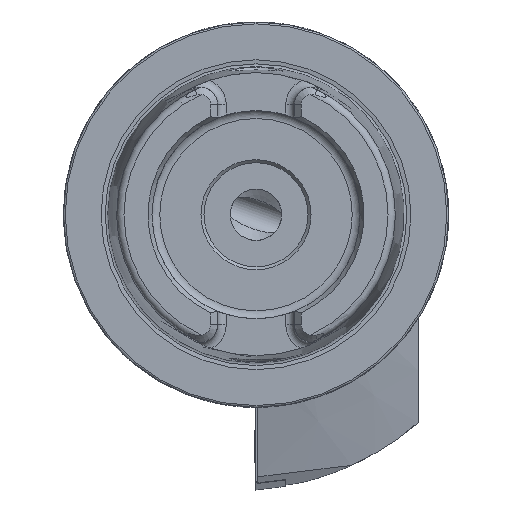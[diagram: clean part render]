
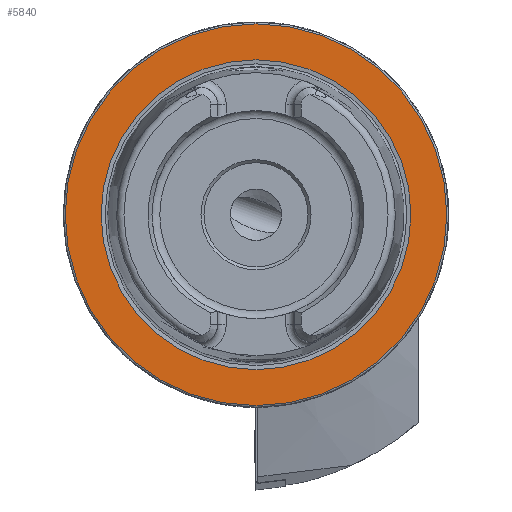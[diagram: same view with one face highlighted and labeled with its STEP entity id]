
A CAD part, left-side view. The second image highlights one B-rep face of the part: STEP entity #5840.
In plain terms, the highlighted planar face has unit normal (-1, 0, 0).
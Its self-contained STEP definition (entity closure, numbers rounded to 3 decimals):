
#569 = EDGE_CURVE ( 'NONE', #8626, #8626, #1981, .T. ) ;
#587 = DIRECTION ( 'NONE',  ( 0., 0., 1. ) ) ;
#1981 = CIRCLE ( 'NONE', #10457, 31.2 ) ;
#2351 = DIRECTION ( 'NONE',  ( -1., 0., 0. ) ) ;
#2908 = FACE_BOUND ( 'NONE', #8514, .T. ) ;
#3221 = AXIS2_PLACEMENT_3D ( 'NONE', #9997, #8231, #9963 ) ;
#3254 = ORIENTED_EDGE ( 'NONE', *, *, #569, .T. ) ;
#3756 = CIRCLE ( 'NONE', #7619, 25.324 ) ;
#4448 = EDGE_LOOP ( 'NONE', ( #3254 ) ) ;
#5349 = CARTESIAN_POINT ( 'NONE',  ( 0., 0., 25.324 ) ) ;
#5840 = ADVANCED_FACE ( 'NONE', ( #2908, #7428 ), #9750, .F. ) ;
#6084 = CARTESIAN_POINT ( 'NONE',  ( 0., 0., 31.2 ) ) ;
#6970 = DIRECTION ( 'NONE',  ( 0., 0., 1. ) ) ;
#7428 = FACE_OUTER_BOUND ( 'NONE', #4448, .T. ) ;
#7619 = AXIS2_PLACEMENT_3D ( 'NONE', #11364, #2351, #587 ) ;
#7876 = CARTESIAN_POINT ( 'NONE',  ( 0., 0., 0. ) ) ;
#8189 = EDGE_CURVE ( 'NONE', #10423, #10423, #3756, .T. ) ;
#8231 = DIRECTION ( 'NONE',  ( 1., 0., 0. ) ) ;
#8514 = EDGE_LOOP ( 'NONE', ( #9967 ) ) ;
#8626 = VERTEX_POINT ( 'NONE', #6084 ) ;
#9750 = PLANE ( 'NONE',  #3221 ) ;
#9807 = DIRECTION ( 'NONE',  ( -1., 0., 0. ) ) ;
#9963 = DIRECTION ( 'NONE',  ( 0., 0., -1. ) ) ;
#9967 = ORIENTED_EDGE ( 'NONE', *, *, #8189, .F. ) ;
#9997 = CARTESIAN_POINT ( 'NONE',  ( 0., 31.2, 0. ) ) ;
#10423 = VERTEX_POINT ( 'NONE', #5349 ) ;
#10457 = AXIS2_PLACEMENT_3D ( 'NONE', #7876, #9807, #6970 ) ;
#11364 = CARTESIAN_POINT ( 'NONE',  ( 0., 0., 0. ) ) ;
